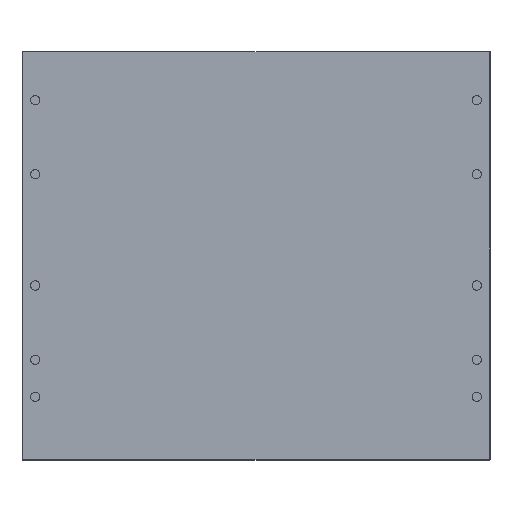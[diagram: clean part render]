
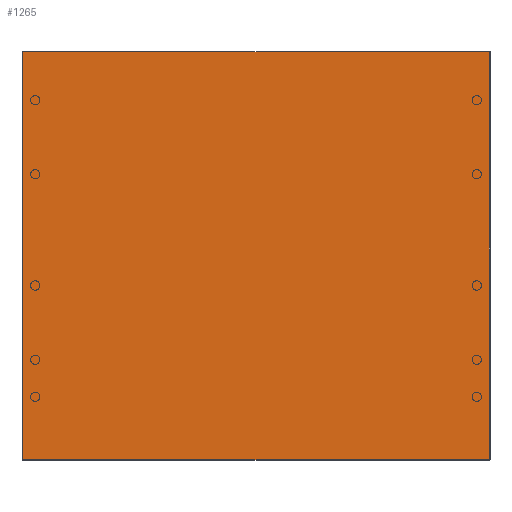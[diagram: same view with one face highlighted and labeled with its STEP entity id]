
A CAD part, top view. The second image highlights one B-rep face of the part: STEP entity #1265.
In plain terms, the highlighted planar face has unit normal (0, 0, 1).
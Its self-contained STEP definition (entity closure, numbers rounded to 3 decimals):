
#378=CARTESIAN_POINT('',(10025.184,24922.88,1551.));
#379=VERTEX_POINT('',#378);
#386=CARTESIAN_POINT('',(10025.184,24570.68,1551.));
#387=VERTEX_POINT('',#386);
#388=CARTESIAN_POINT('',(10025.184,24922.88,1551.));
#389=DIRECTION('',(0.0,-1.0,0.0));
#390=VECTOR('',#389,352.2);
#391=LINE('',#388,#390);
#392=EDGE_CURVE('',#379,#387,#391,.T.);
#489=CARTESIAN_POINT('',(9622.784,24922.88,1551.));
#490=VERTEX_POINT('',#489);
#497=CARTESIAN_POINT('',(10025.184,24922.88,1551.));
#498=DIRECTION('',(-1.0,0.0,0.0));
#499=VECTOR('',#498,402.4);
#500=LINE('',#497,#499);
#501=EDGE_CURVE('',#379,#490,#500,.T.);
#619=CARTESIAN_POINT('',(9622.784,24570.68,1551.));
#620=VERTEX_POINT('',#619);
#621=CARTESIAN_POINT('',(10025.184,24570.68,1551.));
#622=DIRECTION('',(-1.0,0.0,0.0));
#623=VECTOR('',#622,402.4);
#624=LINE('',#621,#623);
#625=EDGE_CURVE('',#387,#620,#624,.T.);
#667=CARTESIAN_POINT('',(9622.784,24570.68,1551.));
#668=DIRECTION('',(0.0,1.0,0.0));
#669=VECTOR('',#668,352.2);
#670=LINE('',#667,#669);
#671=EDGE_CURVE('',#620,#490,#670,.T.);
#1254=CARTESIAN_POINT('',(9823.984,24570.679,1551.));
#1255=DIRECTION('',(0.0,0.0,1.0));
#1256=DIRECTION('',(1.0,0.0,0.0));
#1257=AXIS2_PLACEMENT_3D('',#1254,#1255,#1256);
#1258=PLANE('',#1257);
#1259=ORIENTED_EDGE('',*,*,#392,.F.);
#1260=ORIENTED_EDGE('',*,*,#501,.T.);
#1261=ORIENTED_EDGE('',*,*,#671,.F.);
#1262=ORIENTED_EDGE('',*,*,#625,.F.);
#1263=EDGE_LOOP('',(#1259,#1260,#1261,#1262));
#1264=FACE_OUTER_BOUND('',#1263,.T.);
#1265=ADVANCED_FACE('',(#1264),#1258,.T.);
